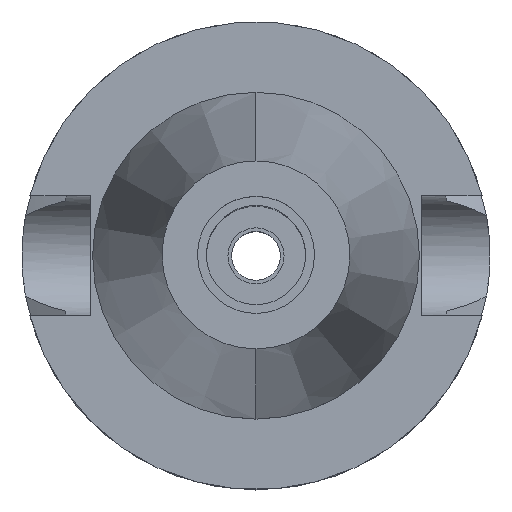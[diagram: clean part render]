
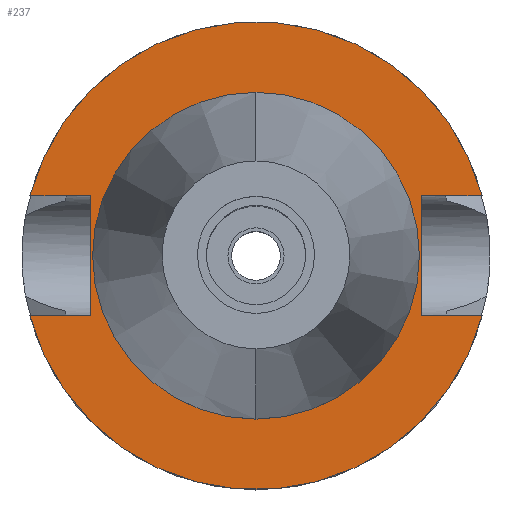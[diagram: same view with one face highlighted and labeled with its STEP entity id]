
A CAD part, top view. The second image highlights one B-rep face of the part: STEP entity #237.
In plain terms, the highlighted planar face has unit normal (0, 0, 1).
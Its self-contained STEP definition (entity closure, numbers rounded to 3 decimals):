
#13 = DIRECTION ( 'NONE',  ( 0., -1., 0. ) ) ;
#53 = CARTESIAN_POINT ( 'NONE',  ( 0., 0., -1.5 ) ) ;
#125 = CARTESIAN_POINT ( 'NONE',  ( 35.4, 12.85, -1.5 ) ) ;
#135 = EDGE_CURVE ( 'NONE', #226, #2414, #2967, .T. ) ;
#202 = VERTEX_POINT ( 'NONE', #276 ) ;
#226 = VERTEX_POINT ( 'NONE', #1724 ) ;
#237 = ADVANCED_FACE ( 'NONE', ( #2694, #2447 ), #2945, .F. ) ;
#265 = DIRECTION ( 'NONE',  ( 0., 1., 0. ) ) ;
#276 = CARTESIAN_POINT ( 'NONE',  ( -48.321, 12.85, -1.5 ) ) ;
#329 = CARTESIAN_POINT ( 'NONE',  ( -35.4, 12.85, -1.5 ) ) ;
#350 = DIRECTION ( 'NONE',  ( 0., 0., -1. ) ) ;
#362 = DIRECTION ( 'NONE',  ( -1., 0., 0. ) ) ;
#570 = ORIENTED_EDGE ( 'NONE', *, *, #2826, .F. ) ;
#673 = LINE ( 'NONE', #2085, #2377 ) ;
#702 = VECTOR ( 'NONE', #1903, 1000. ) ;
#733 = ORIENTED_EDGE ( 'NONE', *, *, #135, .F. ) ;
#778 = EDGE_CURVE ( 'NONE', #2414, #1142, #2730, .T. ) ;
#798 = DIRECTION ( 'NONE',  ( 1., 0., 0. ) ) ;
#814 = CIRCLE ( 'NONE', #1978, 50. ) ;
#820 = VERTEX_POINT ( 'NONE', #2204 ) ;
#848 = AXIS2_PLACEMENT_3D ( 'NONE', #2440, #2210, #13 ) ;
#890 = AXIS2_PLACEMENT_3D ( 'NONE', #1260, #350, #1783 ) ;
#900 = VERTEX_POINT ( 'NONE', #1048 ) ;
#923 = CARTESIAN_POINT ( 'NONE',  ( 35.4, 12.85, -1.5 ) ) ;
#934 = ORIENTED_EDGE ( 'NONE', *, *, #778, .F. ) ;
#951 = LINE ( 'NONE', #1929, #1406 ) ;
#980 = CARTESIAN_POINT ( 'NONE',  ( -35.4, 12.85, -1.5 ) ) ;
#1035 = DIRECTION ( 'NONE',  ( 0., 0., -1. ) ) ;
#1048 = CARTESIAN_POINT ( 'NONE',  ( 0., -34.925, -1.5 ) ) ;
#1136 = EDGE_CURVE ( 'NONE', #820, #1142, #951, .T. ) ;
#1142 = VERTEX_POINT ( 'NONE', #1487 ) ;
#1153 = ORIENTED_EDGE ( 'NONE', *, *, #1984, .T. ) ;
#1171 = ORIENTED_EDGE ( 'NONE', *, *, #3117, .F. ) ;
#1225 = LINE ( 'NONE', #1486, #2811 ) ;
#1246 = ORIENTED_EDGE ( 'NONE', *, *, #1136, .T. ) ;
#1260 = CARTESIAN_POINT ( 'NONE',  ( 0., 0., -1.5 ) ) ;
#1273 = CARTESIAN_POINT ( 'NONE',  ( 0., 0., -1.5 ) ) ;
#1280 = CARTESIAN_POINT ( 'NONE',  ( 48.321, 12.85, -1.5 ) ) ;
#1406 = VECTOR ( 'NONE', #2393, 1000. ) ;
#1422 = CARTESIAN_POINT ( 'NONE',  ( 0., 34.925, -1.5 ) ) ;
#1429 = EDGE_CURVE ( 'NONE', #3016, #202, #1782, .T. ) ;
#1486 = CARTESIAN_POINT ( 'NONE',  ( 35.4, 12.85, -1.5 ) ) ;
#1487 = CARTESIAN_POINT ( 'NONE',  ( -48.321, -12.85, -1.5 ) ) ;
#1633 = DIRECTION ( 'NONE',  ( 0., 0., 1. ) ) ;
#1648 = CIRCLE ( 'NONE', #1916, 34.925 ) ;
#1685 = ORIENTED_EDGE ( 'NONE', *, *, #2313, .F. ) ;
#1705 = VECTOR ( 'NONE', #798, 1000. ) ;
#1724 = CARTESIAN_POINT ( 'NONE',  ( 35.4, -12.85, -1.5 ) ) ;
#1752 = CIRCLE ( 'NONE', #2816, 34.925 ) ;
#1782 = LINE ( 'NONE', #329, #2885 ) ;
#1783 = DIRECTION ( 'NONE',  ( 0., -1., 0. ) ) ;
#1798 = VERTEX_POINT ( 'NONE', #125 ) ;
#1838 = EDGE_CURVE ( 'NONE', #820, #3016, #673, .T. ) ;
#1860 = CARTESIAN_POINT ( 'NONE',  ( 0., 0., -1.5 ) ) ;
#1863 = ORIENTED_EDGE ( 'NONE', *, *, #1838, .F. ) ;
#1903 = DIRECTION ( 'NONE',  ( 1., 0., 0. ) ) ;
#1916 = AXIS2_PLACEMENT_3D ( 'NONE', #1860, #1633, #2363 ) ;
#1929 = CARTESIAN_POINT ( 'NONE',  ( -35.4, -12.85, -1.5 ) ) ;
#1978 = AXIS2_PLACEMENT_3D ( 'NONE', #53, #1035, #265 ) ;
#1984 = EDGE_CURVE ( 'NONE', #1798, #2264, #2883, .T. ) ;
#2049 = DIRECTION ( 'NONE',  ( 0., -1., 0. ) ) ;
#2062 = DIRECTION ( 'NONE',  ( 0., 0., 1. ) ) ;
#2085 = CARTESIAN_POINT ( 'NONE',  ( -35.4, -12.85, -1.5 ) ) ;
#2185 = ORIENTED_EDGE ( 'NONE', *, *, #1429, .F. ) ;
#2204 = CARTESIAN_POINT ( 'NONE',  ( -35.4, -12.85, -1.5 ) ) ;
#2210 = DIRECTION ( 'NONE',  ( 0., 0., -1. ) ) ;
#2264 = VERTEX_POINT ( 'NONE', #1280 ) ;
#2313 = EDGE_CURVE ( 'NONE', #202, #2264, #814, .T. ) ;
#2363 = DIRECTION ( 'NONE',  ( 0., 1., 0. ) ) ;
#2377 = VECTOR ( 'NONE', #2854, 1000. ) ;
#2393 = DIRECTION ( 'NONE',  ( -1., 0., 0. ) ) ;
#2414 = VERTEX_POINT ( 'NONE', #2575 ) ;
#2440 = CARTESIAN_POINT ( 'NONE',  ( 0., 0., -1.5 ) ) ;
#2447 = FACE_BOUND ( 'NONE', #3004, .T. ) ;
#2575 = CARTESIAN_POINT ( 'NONE',  ( 48.321, -12.85, -1.5 ) ) ;
#2694 = FACE_OUTER_BOUND ( 'NONE', #2802, .T. ) ;
#2716 = DIRECTION ( 'NONE',  ( 0., -1., 0. ) ) ;
#2717 = CARTESIAN_POINT ( 'NONE',  ( 35.4, -12.85, -1.5 ) ) ;
#2730 = CIRCLE ( 'NONE', #848, 50. ) ;
#2733 = VERTEX_POINT ( 'NONE', #1422 ) ;
#2802 = EDGE_LOOP ( 'NONE', ( #1246, #934, #733, #3035, #1153, #1685, #2185, #1863 ) ) ;
#2811 = VECTOR ( 'NONE', #2716, 1000. ) ;
#2816 = AXIS2_PLACEMENT_3D ( 'NONE', #1273, #2062, #2049 ) ;
#2826 = EDGE_CURVE ( 'NONE', #2733, #900, #1648, .T. ) ;
#2854 = DIRECTION ( 'NONE',  ( 0., 1., 0. ) ) ;
#2883 = LINE ( 'NONE', #923, #702 ) ;
#2885 = VECTOR ( 'NONE', #362, 1000. ) ;
#2905 = EDGE_CURVE ( 'NONE', #1798, #226, #1225, .T. ) ;
#2945 = PLANE ( 'NONE',  #890 ) ;
#2967 = LINE ( 'NONE', #2717, #1705 ) ;
#3004 = EDGE_LOOP ( 'NONE', ( #570, #1171 ) ) ;
#3016 = VERTEX_POINT ( 'NONE', #980 ) ;
#3035 = ORIENTED_EDGE ( 'NONE', *, *, #2905, .F. ) ;
#3117 = EDGE_CURVE ( 'NONE', #900, #2733, #1752, .T. ) ;
